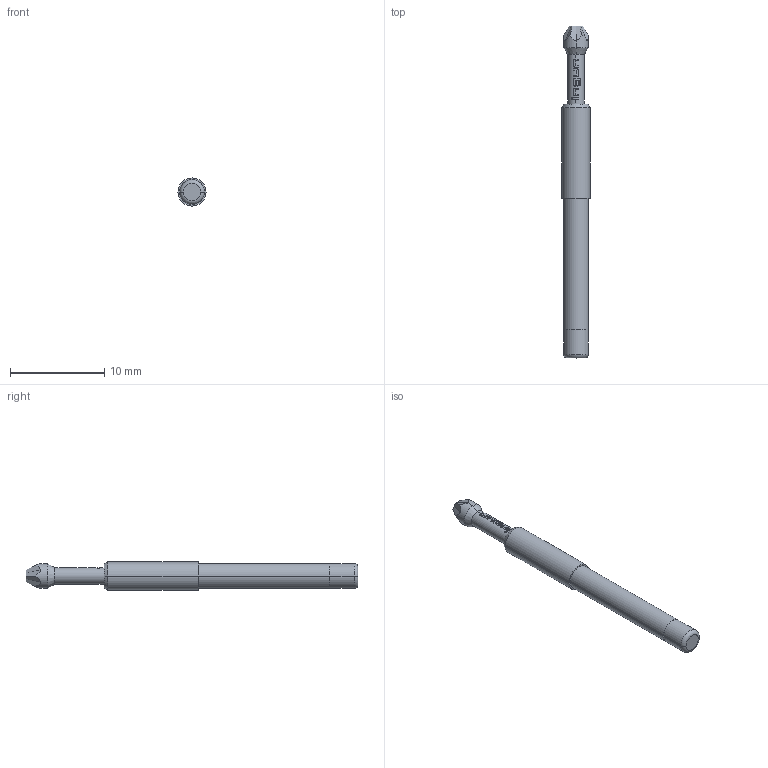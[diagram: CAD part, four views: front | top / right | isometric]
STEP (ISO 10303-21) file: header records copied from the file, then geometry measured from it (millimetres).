
FILE_DESCRIPTION (( 'STEP AP203' ), '1' );
FILE_NAME ('INGUN_GKS-113_287_260_N_xx10.STEP', '2022-01-19T13:34:27', ( 'ochi' ), ( '' ), 'SwSTEP 2.0', 'SolidWorks 2018', '' );
FILE_SCHEMA (( 'CONFIG_CONTROL_DESIGN' ));
Length unit declared in the file: millimetre
Products named in the file (1): INGUN_GKS-113_287_260_N_xx10
Bounding box: 3 x 35.3 x 3 mm (x, y, z)
Volume: 188.9 mm3; surface area: 298.7 mm2
Topology: 1 solids, 1 shells, 114 faces, 314 edges, 206 vertices
Faces by surface type: bspline 41, plane 38, cylinder 29, cone 4, torus 2
Entity records: 4711 total; most frequent: CARTESIAN_POINT 2310, ORIENTED_EDGE 628, EDGE_CURVE 314, DIRECTION 252, B_SPLINE_CURVE_WITH_KNOTS 222, VERTEX_POINT 206, EDGE_LOOP 118, FACE_OUTER_BOUND 114
